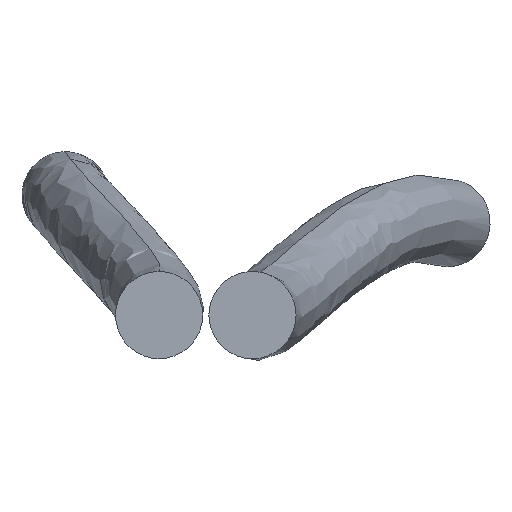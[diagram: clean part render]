
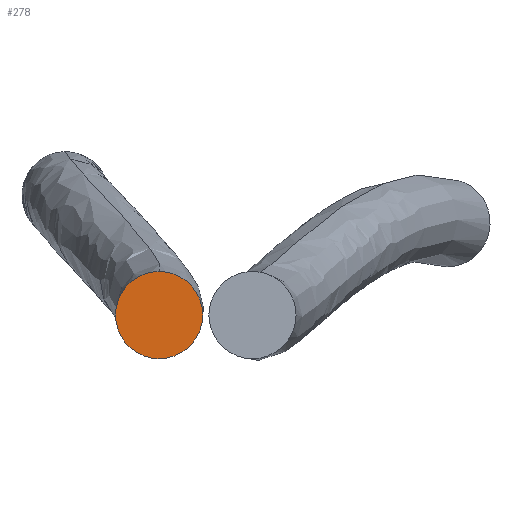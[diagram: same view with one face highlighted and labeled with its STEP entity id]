
A CAD part, front view. The second image highlights one B-rep face of the part: STEP entity #278.
In plain terms, the highlighted planar face has unit normal (0, -1, 0).
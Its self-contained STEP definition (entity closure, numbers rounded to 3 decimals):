
#63 = DIRECTION ( 'NONE',  ( 0., 0., 1. ) ) ;
#73 = AXIS2_PLACEMENT_3D ( 'NONE', #331, #555, #504 ) ;
#117 = DIRECTION ( 'NONE',  ( 0., 1., 0. ) ) ;
#124 = DIRECTION ( 'NONE',  ( 0., 1., 0. ) ) ;
#138 = CIRCLE ( 'NONE', #205, 3.175 ) ;
#187 = AXIS2_PLACEMENT_3D ( 'NONE', #291, #117, #63 ) ;
#202 = VERTEX_POINT ( 'NONE', #237 ) ;
#205 = AXIS2_PLACEMENT_3D ( 'NONE', #511, #124, #260 ) ;
#215 = EDGE_CURVE ( 'NONE', #428, #202, #339, .T. ) ;
#237 = CARTESIAN_POINT ( 'NONE',  ( 97.6, -180.75, 56.405 ) ) ;
#260 = DIRECTION ( 'NONE',  ( 0., 0., 1. ) ) ;
#278 = ADVANCED_FACE ( 'NONE', ( #341 ), #335, .F. ) ;
#291 = CARTESIAN_POINT ( 'NONE',  ( 97.6, -180.75, 53.23 ) ) ;
#302 = ORIENTED_EDGE ( 'NONE', *, *, #352, .F. ) ;
#331 = CARTESIAN_POINT ( 'NONE',  ( 97.6, -180.75, 53.23 ) ) ;
#335 = PLANE ( 'NONE',  #73 ) ;
#339 = CIRCLE ( 'NONE', #187, 3.175 ) ;
#341 = FACE_OUTER_BOUND ( 'NONE', #550, .T. ) ;
#352 = EDGE_CURVE ( 'NONE', #202, #428, #138, .T. ) ;
#428 = VERTEX_POINT ( 'NONE', #473 ) ;
#473 = CARTESIAN_POINT ( 'NONE',  ( 97.6, -180.75, 50.055 ) ) ;
#474 = ORIENTED_EDGE ( 'NONE', *, *, #215, .F. ) ;
#504 = DIRECTION ( 'NONE',  ( 0., 0., 1. ) ) ;
#511 = CARTESIAN_POINT ( 'NONE',  ( 97.6, -180.75, 53.23 ) ) ;
#550 = EDGE_LOOP ( 'NONE', ( #302, #474 ) ) ;
#555 = DIRECTION ( 'NONE',  ( 0., 1., 0. ) ) ;
